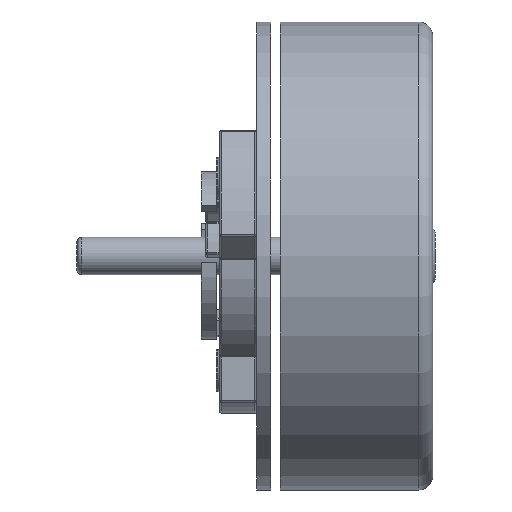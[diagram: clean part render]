
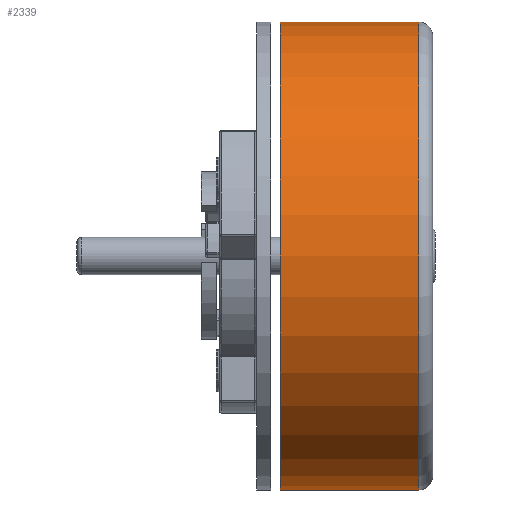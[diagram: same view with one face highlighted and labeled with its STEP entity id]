
A CAD part, left-side view. The second image highlights one B-rep face of the part: STEP entity #2339.
In plain terms, the highlighted cylindrical face has radius 25 mm (diameter 50 mm), a partial arc.
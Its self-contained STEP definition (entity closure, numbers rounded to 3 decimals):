
#19 = DIRECTION ( 'NONE',  ( 0., -1., 0. ) ) ;
#85 = ORIENTED_EDGE ( 'NONE', *, *, #10273, .T. ) ;
#264 = AXIS2_PLACEMENT_3D ( 'NONE', #9570, #13948, #5470 ) ;
#386 = DIRECTION ( 'NONE',  ( 0., 1., 0. ) ) ;
#586 = CARTESIAN_POINT ( 'NONE',  ( 0., 16.3, 0. ) ) ;
#1212 = CARTESIAN_POINT ( 'NONE',  ( 0., 1.5, -25. ) ) ;
#1745 = CARTESIAN_POINT ( 'NONE',  ( 0., 16.3, -25. ) ) ;
#2339 = ADVANCED_FACE ( 'NONE', ( #9449 ), #2867, .T. ) ;
#2492 = ORIENTED_EDGE ( 'NONE', *, *, #9141, .F. ) ;
#2518 = CARTESIAN_POINT ( 'NONE',  ( 0., 16.3, 0. ) ) ;
#2621 = VERTEX_POINT ( 'NONE', #1212 ) ;
#2666 = LINE ( 'NONE', #1745, #13613 ) ;
#2867 = CYLINDRICAL_SURFACE ( 'NONE', #3499, 25. ) ;
#3499 = AXIS2_PLACEMENT_3D ( 'NONE', #586, #12683, #9316 ) ;
#4262 = ORIENTED_EDGE ( 'NONE', *, *, #10768, .F. ) ;
#4339 = VERTEX_POINT ( 'NONE', #11833 ) ;
#5127 = CARTESIAN_POINT ( 'NONE',  ( 0., 16.3, 25. ) ) ;
#5243 = VERTEX_POINT ( 'NONE', #13152 ) ;
#5470 = DIRECTION ( 'NONE',  ( 0., 0., 1. ) ) ;
#5599 = CARTESIAN_POINT ( 'NONE',  ( 0., 1.5, 25. ) ) ;
#6990 = VECTOR ( 'NONE', #19, 1000. ) ;
#7103 = CIRCLE ( 'NONE', #264, 25. ) ;
#7709 = EDGE_LOOP ( 'NONE', ( #4262, #2492, #85, #8644 ) ) ;
#8644 = ORIENTED_EDGE ( 'NONE', *, *, #13373, .T. ) ;
#9141 = EDGE_CURVE ( 'NONE', #4339, #5243, #9431, .T. ) ;
#9316 = DIRECTION ( 'NONE',  ( 0., 0., -1. ) ) ;
#9431 = CIRCLE ( 'NONE', #11271, 25. ) ;
#9449 = FACE_OUTER_BOUND ( 'NONE', #7709, .T. ) ;
#9570 = CARTESIAN_POINT ( 'NONE',  ( 0., 1.5, 0. ) ) ;
#10273 = EDGE_CURVE ( 'NONE', #4339, #2621, #2666, .T. ) ;
#10768 = EDGE_CURVE ( 'NONE', #5243, #13787, #10906, .T. ) ;
#10906 = LINE ( 'NONE', #5127, #6990 ) ;
#11271 = AXIS2_PLACEMENT_3D ( 'NONE', #2518, #386, #12405 ) ;
#11833 = CARTESIAN_POINT ( 'NONE',  ( 0., 16.3, -25. ) ) ;
#12339 = DIRECTION ( 'NONE',  ( 0., -1., 0. ) ) ;
#12405 = DIRECTION ( 'NONE',  ( 0., 0., 1. ) ) ;
#12683 = DIRECTION ( 'NONE',  ( 0., -1., 0. ) ) ;
#13152 = CARTESIAN_POINT ( 'NONE',  ( 0., 16.3, 25. ) ) ;
#13373 = EDGE_CURVE ( 'NONE', #2621, #13787, #7103, .T. ) ;
#13613 = VECTOR ( 'NONE', #12339, 1000. ) ;
#13787 = VERTEX_POINT ( 'NONE', #5599 ) ;
#13948 = DIRECTION ( 'NONE',  ( 0., 1., 0. ) ) ;
